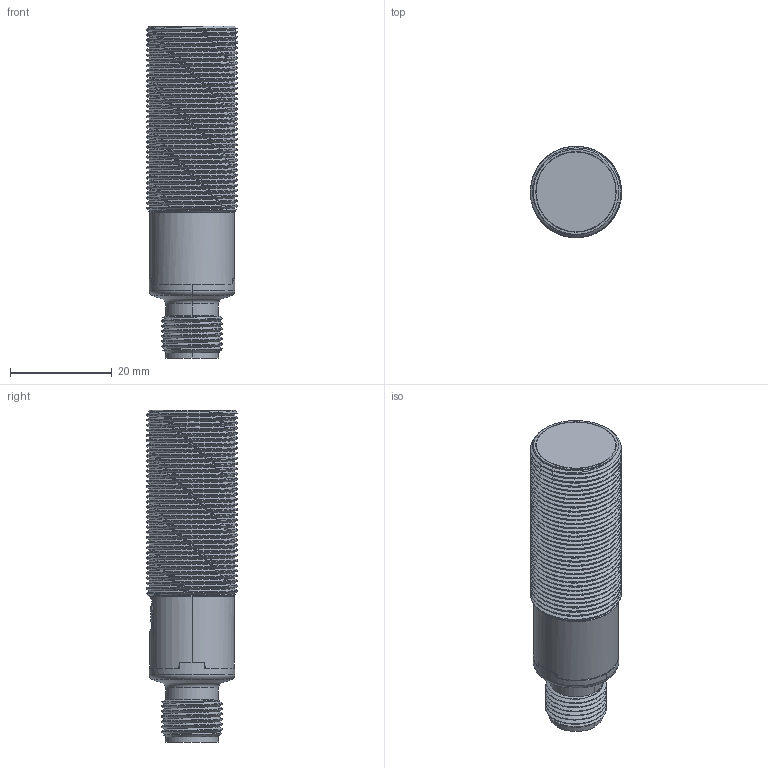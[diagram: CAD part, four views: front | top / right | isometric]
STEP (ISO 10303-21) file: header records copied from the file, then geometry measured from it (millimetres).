
FILE_DESCRIPTION((''),'2;1');
FILE_NAME('CAD-A032_SW0001','2021-02-03T12:40:01',('xmao'),(''),'CREO PARAMETRIC BY PTC INC, 2019292','CREO PARAMETRIC BY PTC INC, 2019292','');
FILE_SCHEMA(('CONFIG_CONTROL_DESIGN','SHAPE_APPEARANCE_LAYERS_GROUPS'));
Length unit declared in the file: millimetre
Products named in the file (1): CAD-A032_SW0001
Bounding box: 18 x 17.88 x 65.1 mm (x, y, z)
Volume: 12840.9 mm3; surface area: 5673.2 mm2
Topology: 1 solids, 1 shells, 397 faces, 1094 edges, 716 vertices
Faces by surface type: cylinder 165, plane 98, bspline 96, cone 27, torus 7, sphere 4
Entity records: 32189 total; most frequent: CARTESIAN_POINT 19829, ORIENTED_EDGE 2158, DIRECTION 1438, PRESENTATION_STYLE_ASSIGNMENT 1093, STYLED_ITEM 1092, CURVE_STYLE 1091, EDGE_CURVE 1079, VERTEX_POINT 694
